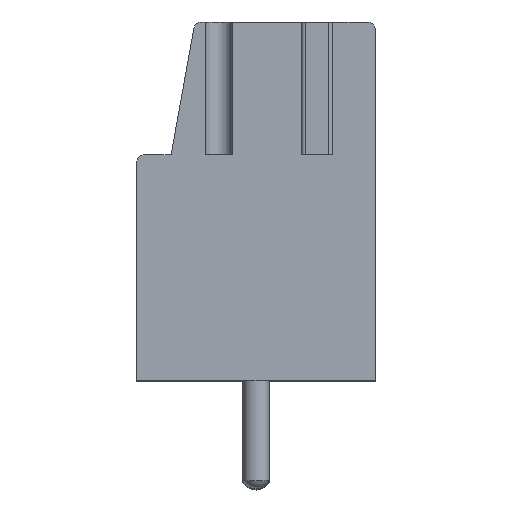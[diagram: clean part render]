
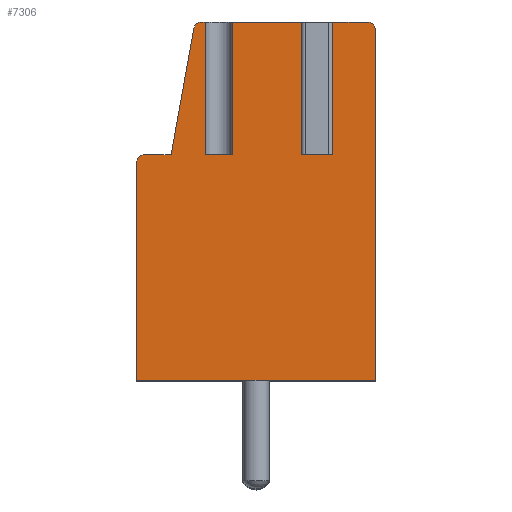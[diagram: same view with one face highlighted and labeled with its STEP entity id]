
A CAD part, top view. The second image highlights one B-rep face of the part: STEP entity #7306.
In plain terms, the highlighted planar face has unit normal (0, 0, 1).
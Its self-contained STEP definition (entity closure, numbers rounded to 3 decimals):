
#52=DIRECTION('',(1.,0.,0.));
#53=VECTOR('',#52,1.);
#54=CARTESIAN_POINT('',(-1.9,3.36,27.5));
#55=LINE('',#54,#53);
#56=DIRECTION('',(0.,1.,0.));
#57=VECTOR('',#56,5.);
#58=CARTESIAN_POINT('',(-0.9,3.36,27.5));
#59=LINE('',#58,#57);
#60=DIRECTION('',(-1.,0.,0.));
#61=VECTOR('',#60,2.8);
#62=CARTESIAN_POINT('',(1.9,8.36,27.5));
#63=LINE('',#62,#61);
#64=DIRECTION('',(0.,1.,0.));
#65=VECTOR('',#64,5.);
#66=CARTESIAN_POINT('',(1.9,3.36,27.5));
#67=LINE('',#66,#65);
#68=DIRECTION('',(1.,0.,0.));
#69=VECTOR('',#68,0.8);
#70=CARTESIAN_POINT('',(1.9,3.36,27.5));
#71=LINE('',#70,#69);
#72=DIRECTION('',(0.,1.,0.));
#73=VECTOR('',#72,5.);
#74=CARTESIAN_POINT('',(2.7,3.36,27.5));
#75=LINE('',#74,#73);
#76=DIRECTION('',(-1.,0.,0.));
#77=VECTOR('',#76,1.5);
#78=CARTESIAN_POINT('',(4.2,8.36,27.5));
#79=LINE('',#78,#77);
#80=CARTESIAN_POINT('',(4.2,8.06,27.5));
#81=DIRECTION('',(0.,0.,1.));
#82=DIRECTION('',(1.,0.,0.));
#83=AXIS2_PLACEMENT_3D('',#80,#81,#82);
#85=DIRECTION('',(0.,1.,0.));
#86=VECTOR('',#85,13.2);
#87=CARTESIAN_POINT('',(4.5,-5.14,27.5));
#88=LINE('',#87,#86);
#89=DIRECTION('',(1.,0.,0.));
#90=VECTOR('',#89,9.);
#91=CARTESIAN_POINT('',(-4.5,-5.14,27.5));
#92=LINE('',#91,#90);
#93=DIRECTION('',(0.,-1.,0.));
#94=VECTOR('',#93,8.2);
#95=CARTESIAN_POINT('',(-4.5,3.06,27.5));
#96=LINE('',#95,#94);
#97=CARTESIAN_POINT('',(-4.2,3.06,27.5));
#98=DIRECTION('',(0.,0.,1.));
#99=DIRECTION('',(0.,1.,0.));
#100=AXIS2_PLACEMENT_3D('',#97,#98,#99);
#102=DIRECTION('',(-1.,0.,0.));
#103=VECTOR('',#102,1.);
#104=CARTESIAN_POINT('',(-3.2,3.36,27.5));
#105=LINE('',#104,#103);
#106=DIRECTION('',(-0.177,-0.984,0.));
#107=VECTOR('',#106,4.829);
#108=CARTESIAN_POINT('',(-2.345,8.113,27.5));
#109=LINE('',#108,#107);
#110=CARTESIAN_POINT('',(-2.05,8.06,27.5));
#111=DIRECTION('',(0.,0.,1.));
#112=DIRECTION('',(0.,1.,0.));
#113=AXIS2_PLACEMENT_3D('',#110,#111,#112);
#115=DIRECTION('',(-1.,0.,0.));
#116=VECTOR('',#115,0.15);
#117=CARTESIAN_POINT('',(-1.9,8.36,27.5));
#118=LINE('',#117,#116);
#119=DIRECTION('',(0.,1.,0.));
#120=VECTOR('',#119,5.);
#121=CARTESIAN_POINT('',(-1.9,3.36,27.5));
#122=LINE('',#121,#120);
#5660=CARTESIAN_POINT('',(4.5,-5.14,27.5));
#5661=CARTESIAN_POINT('',(4.5,8.06,27.5));
#5662=VERTEX_POINT('',#5660);
#5663=VERTEX_POINT('',#5661);
#5664=CARTESIAN_POINT('',(4.2,8.36,27.5));
#5665=VERTEX_POINT('',#5664);
#5666=CARTESIAN_POINT('',(-2.05,8.36,27.5));
#5667=CARTESIAN_POINT('',(-2.345,8.113,27.5));
#5668=VERTEX_POINT('',#5666);
#5669=VERTEX_POINT('',#5667);
#5670=CARTESIAN_POINT('',(-3.2,3.36,27.5));
#5671=VERTEX_POINT('',#5670);
#5672=CARTESIAN_POINT('',(-4.2,3.36,27.5));
#5673=VERTEX_POINT('',#5672);
#5674=CARTESIAN_POINT('',(-4.5,3.06,27.5));
#5675=VERTEX_POINT('',#5674);
#5676=CARTESIAN_POINT('',(-4.5,-5.14,27.5));
#5677=VERTEX_POINT('',#5676);
#5975=CARTESIAN_POINT('',(1.9,3.36,27.5));
#5976=CARTESIAN_POINT('',(2.7,3.36,27.5));
#5977=VERTEX_POINT('',#5975);
#5978=VERTEX_POINT('',#5976);
#5979=CARTESIAN_POINT('',(2.7,8.36,27.5));
#5980=VERTEX_POINT('',#5979);
#5981=CARTESIAN_POINT('',(1.9,8.36,27.5));
#5982=VERTEX_POINT('',#5981);
#6003=CARTESIAN_POINT('',(-1.9,3.36,27.5));
#6004=CARTESIAN_POINT('',(-0.9,3.36,27.5));
#6005=VERTEX_POINT('',#6003);
#6006=VERTEX_POINT('',#6004);
#6007=CARTESIAN_POINT('',(-0.9,8.36,27.5));
#6008=VERTEX_POINT('',#6007);
#6009=CARTESIAN_POINT('',(-1.9,8.36,27.5));
#6010=VERTEX_POINT('',#6009);
#7265=CARTESIAN_POINT('',(0.,0.,27.5));
#7266=DIRECTION('',(0.,0.,1.));
#7267=DIRECTION('',(1.,0.,0.));
#7268=AXIS2_PLACEMENT_3D('',#7265,#7266,#7267);
#7269=PLANE('',#7268);
#7271=ORIENTED_EDGE('',*,*,#7270,.T.);
#7273=ORIENTED_EDGE('',*,*,#7272,.T.);
#7275=ORIENTED_EDGE('',*,*,#7274,.F.);
#7277=ORIENTED_EDGE('',*,*,#7276,.F.);
#7279=ORIENTED_EDGE('',*,*,#7278,.T.);
#7281=ORIENTED_EDGE('',*,*,#7280,.T.);
#7283=ORIENTED_EDGE('',*,*,#7282,.F.);
#7285=ORIENTED_EDGE('',*,*,#7284,.F.);
#7287=ORIENTED_EDGE('',*,*,#7286,.F.);
#7289=ORIENTED_EDGE('',*,*,#7288,.F.);
#7291=ORIENTED_EDGE('',*,*,#7290,.F.);
#7293=ORIENTED_EDGE('',*,*,#7292,.F.);
#7295=ORIENTED_EDGE('',*,*,#7294,.F.);
#7297=ORIENTED_EDGE('',*,*,#7296,.F.);
#7299=ORIENTED_EDGE('',*,*,#7298,.F.);
#7301=ORIENTED_EDGE('',*,*,#7300,.F.);
#7303=ORIENTED_EDGE('',*,*,#7302,.F.);
#7304=EDGE_LOOP('',(#7271,#7273,#7275,#7277,#7279,#7281,#7283,#7285,#7287,#7289,
#7291,#7293,#7295,#7297,#7299,#7301,#7303));
#7305=FACE_OUTER_BOUND('',#7304,.F.);
#84=CIRCLE('',#83,0.3);
#101=CIRCLE('',#100,0.3);
#114=CIRCLE('',#113,0.3);
#7270=EDGE_CURVE('',#6005,#6006,#55,.T.);
#7272=EDGE_CURVE('',#6006,#6008,#59,.T.);
#7274=EDGE_CURVE('',#5982,#6008,#63,.T.);
#7276=EDGE_CURVE('',#5977,#5982,#67,.T.);
#7278=EDGE_CURVE('',#5977,#5978,#71,.T.);
#7280=EDGE_CURVE('',#5978,#5980,#75,.T.);
#7282=EDGE_CURVE('',#5665,#5980,#79,.T.);
#7284=EDGE_CURVE('',#5663,#5665,#84,.T.);
#7286=EDGE_CURVE('',#5662,#5663,#88,.T.);
#7288=EDGE_CURVE('',#5677,#5662,#92,.T.);
#7290=EDGE_CURVE('',#5675,#5677,#96,.T.);
#7292=EDGE_CURVE('',#5673,#5675,#101,.T.);
#7294=EDGE_CURVE('',#5671,#5673,#105,.T.);
#7296=EDGE_CURVE('',#5669,#5671,#109,.T.);
#7298=EDGE_CURVE('',#5668,#5669,#114,.T.);
#7300=EDGE_CURVE('',#6010,#5668,#118,.T.);
#7302=EDGE_CURVE('',#6005,#6010,#122,.T.);
#7306=ADVANCED_FACE('',(#7305),#7269,.T.);
